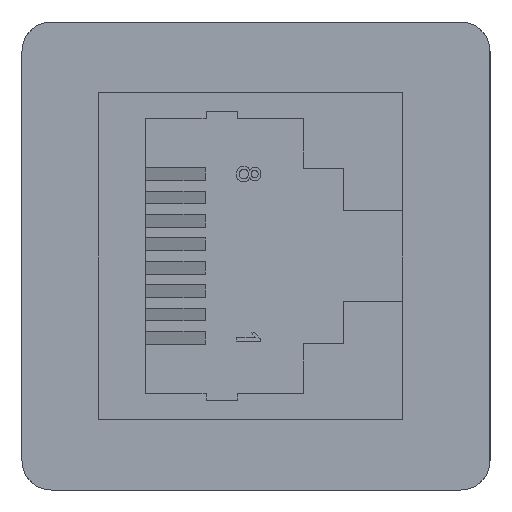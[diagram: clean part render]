
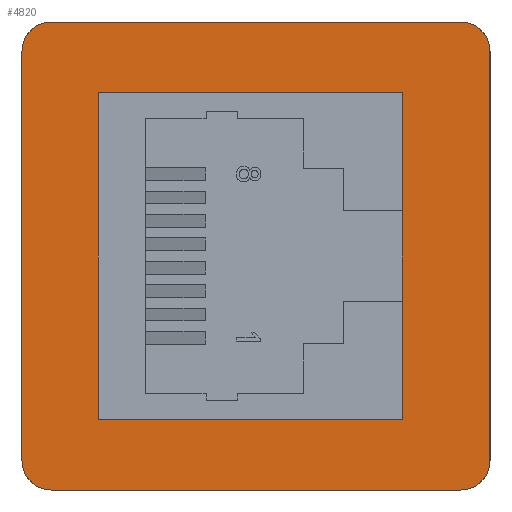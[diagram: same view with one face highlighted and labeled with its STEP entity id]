
A CAD part, left-side view. The second image highlights one B-rep face of the part: STEP entity #4820.
In plain terms, the highlighted planar face has unit normal (-1, 0, 0).
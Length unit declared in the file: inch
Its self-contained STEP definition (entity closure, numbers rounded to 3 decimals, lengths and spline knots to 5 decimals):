
#15 = CARTESIAN_POINT ( 'NONE',  ( -0.75, -0.4, -0.4 ) ) ;
#69 = EDGE_CURVE ( 'NONE', #9896, #2673, #10434, .T. ) ;
#185 = DIRECTION ( 'NONE',  ( 0., -1., 0. ) ) ;
#292 = AXIS2_PLACEMENT_3D ( 'NONE', #5660, #2351, #9956 ) ;
#322 = LINE ( 'NONE', #13191, #4085 ) ;
#706 = VECTOR ( 'NONE', #2936, 39.37008 ) ;
#860 = FACE_BOUND ( 'NONE', #10654, .T. ) ;
#932 = LINE ( 'NONE', #12666, #6650 ) ;
#1969 = DIRECTION ( 'NONE',  ( 0., 0., 1. ) ) ;
#2000 = DIRECTION ( 'NONE',  ( 0., 0., -1. ) ) ;
#2089 = VERTEX_POINT ( 'NONE', #11232 ) ;
#2147 = VECTOR ( 'NONE', #1969, 39.37008 ) ;
#2234 = DIRECTION ( 'NONE',  ( -1., 0., 0. ) ) ;
#2332 = DIRECTION ( 'NONE',  ( 0., 0., 1. ) ) ;
#2351 = DIRECTION ( 'NONE',  ( -1., 0., 0. ) ) ;
#2399 = CARTESIAN_POINT ( 'NONE',  ( -0.75, -0.25, 0.279 ) ) ;
#2553 = VERTEX_POINT ( 'NONE', #3195 ) ;
#2582 = EDGE_CURVE ( 'NONE', #13950, #7360, #932, .T. ) ;
#2673 = VERTEX_POINT ( 'NONE', #3271 ) ;
#2681 = EDGE_CURVE ( 'NONE', #6974, #2673, #5115, .T. ) ;
#2771 = CARTESIAN_POINT ( 'NONE',  ( -0.75, -0.4, -0.35 ) ) ;
#2782 = CIRCLE ( 'NONE', #292, 0.05 ) ;
#2866 = ORIENTED_EDGE ( 'NONE', *, *, #2681, .F. ) ;
#2936 = DIRECTION ( 'NONE',  ( 0., -1., 0. ) ) ;
#3195 = CARTESIAN_POINT ( 'NONE',  ( -0.75, -0.25, -0.279 ) ) ;
#3271 = CARTESIAN_POINT ( 'NONE',  ( -0.75, 0.35, -0.4 ) ) ;
#3307 = EDGE_CURVE ( 'NONE', #8786, #11866, #12791, .T. ) ;
#3435 = LINE ( 'NONE', #11989, #3470 ) ;
#3470 = VECTOR ( 'NONE', #12204, 39.37008 ) ;
#3841 = ORIENTED_EDGE ( 'NONE', *, *, #5767, .T. ) ;
#3857 = ORIENTED_EDGE ( 'NONE', *, *, #3307, .T. ) ;
#3930 = ORIENTED_EDGE ( 'NONE', *, *, #69, .T. ) ;
#4085 = VECTOR ( 'NONE', #185, 39.37008 ) ;
#4094 = PLANE ( 'NONE',  #13140 ) ;
#4267 = VERTEX_POINT ( 'NONE', #8036 ) ;
#4323 = DIRECTION ( 'NONE',  ( 0., 1., 0. ) ) ;
#4585 = DIRECTION ( 'NONE',  ( 0., 0., -1. ) ) ;
#4629 = EDGE_LOOP ( 'NONE', ( #2866, #6882, #8330, #12026, #12302, #3841, #10043, #3930 ) ) ;
#4788 = AXIS2_PLACEMENT_3D ( 'NONE', #9425, #9175, #11429 ) ;
#4820 = ADVANCED_FACE ( 'NONE', ( #860, #9745 ), #4094, .T. ) ;
#4951 = CARTESIAN_POINT ( 'NONE',  ( -0.75, -0.4, 0.35 ) ) ;
#5050 = AXIS2_PLACEMENT_3D ( 'NONE', #13136, #6707, #2332 ) ;
#5115 = LINE ( 'NONE', #15, #9345 ) ;
#5166 = EDGE_CURVE ( 'NONE', #4267, #2553, #7769, .T. ) ;
#5660 = CARTESIAN_POINT ( 'NONE',  ( -0.75, 0.35, 0.35 ) ) ;
#5767 = EDGE_CURVE ( 'NONE', #8058, #2089, #2782, .T. ) ;
#5790 = CARTESIAN_POINT ( 'NONE',  ( -0.75, 0.27, -0.279 ) ) ;
#6043 = EDGE_CURVE ( 'NONE', #13950, #9046, #12049, .T. ) ;
#6237 = ORIENTED_EDGE ( 'NONE', *, *, #5166, .T. ) ;
#6273 = LINE ( 'NONE', #10502, #706 ) ;
#6348 = CARTESIAN_POINT ( 'NONE',  ( -0.75, 0.27, 0.279 ) ) ;
#6544 = DIRECTION ( 'NONE',  ( 0., 0., 1. ) ) ;
#6650 = VECTOR ( 'NONE', #2000, 39.37008 ) ;
#6707 = DIRECTION ( 'NONE',  ( -1., 0., 0. ) ) ;
#6882 = ORIENTED_EDGE ( 'NONE', *, *, #12664, .T. ) ;
#6959 = AXIS2_PLACEMENT_3D ( 'NONE', #7602, #2234, #6544 ) ;
#6974 = VERTEX_POINT ( 'NONE', #9491 ) ;
#7108 = EDGE_CURVE ( 'NONE', #2553, #8786, #8033, .T. ) ;
#7172 = CARTESIAN_POINT ( 'NONE',  ( -0.75, 0.27, -0.279 ) ) ;
#7360 = VERTEX_POINT ( 'NONE', #2771 ) ;
#7602 = CARTESIAN_POINT ( 'NONE',  ( -0.75, -0.35, -0.35 ) ) ;
#7675 = EDGE_CURVE ( 'NONE', #11866, #4267, #6273, .T. ) ;
#7769 = LINE ( 'NONE', #2399, #11566 ) ;
#7818 = ORIENTED_EDGE ( 'NONE', *, *, #7108, .T. ) ;
#7949 = EDGE_CURVE ( 'NONE', #8058, #9046, #322, .T. ) ;
#8033 = LINE ( 'NONE', #7172, #10849 ) ;
#8036 = CARTESIAN_POINT ( 'NONE',  ( -0.75, -0.25, 0.279 ) ) ;
#8058 = VERTEX_POINT ( 'NONE', #10409 ) ;
#8330 = ORIENTED_EDGE ( 'NONE', *, *, #2582, .F. ) ;
#8427 = DIRECTION ( 'NONE',  ( 0., 0., 1. ) ) ;
#8753 = CIRCLE ( 'NONE', #6959, 0.05 ) ;
#8786 = VERTEX_POINT ( 'NONE', #5790 ) ;
#8853 = CARTESIAN_POINT ( 'NONE',  ( -0.75, -0.35, 0.4 ) ) ;
#9046 = VERTEX_POINT ( 'NONE', #8853 ) ;
#9175 = DIRECTION ( 'NONE',  ( -1., 0., 0. ) ) ;
#9345 = VECTOR ( 'NONE', #4323, 39.37008 ) ;
#9425 = CARTESIAN_POINT ( 'NONE',  ( -0.75, 0.35, -0.35 ) ) ;
#9461 = CARTESIAN_POINT ( 'NONE',  ( -0.75, 0., 0. ) ) ;
#9491 = CARTESIAN_POINT ( 'NONE',  ( -0.75, -0.35, -0.4 ) ) ;
#9745 = FACE_OUTER_BOUND ( 'NONE', #4629, .T. ) ;
#9896 = VERTEX_POINT ( 'NONE', #11450 ) ;
#9956 = DIRECTION ( 'NONE',  ( 0., 0., 1. ) ) ;
#10043 = ORIENTED_EDGE ( 'NONE', *, *, #11216, .F. ) ;
#10409 = CARTESIAN_POINT ( 'NONE',  ( -0.75, 0.35, 0.4 ) ) ;
#10434 = CIRCLE ( 'NONE', #4788, 0.05 ) ;
#10502 = CARTESIAN_POINT ( 'NONE',  ( -0.75, 0.27, 0.279 ) ) ;
#10654 = EDGE_LOOP ( 'NONE', ( #7818, #3857, #13548, #6237 ) ) ;
#10849 = VECTOR ( 'NONE', #13683, 39.37008 ) ;
#11216 = EDGE_CURVE ( 'NONE', #9896, #2089, #3435, .T. ) ;
#11232 = CARTESIAN_POINT ( 'NONE',  ( -0.75, 0.4, 0.35 ) ) ;
#11429 = DIRECTION ( 'NONE',  ( 0., 0., 1. ) ) ;
#11450 = CARTESIAN_POINT ( 'NONE',  ( -0.75, 0.4, -0.35 ) ) ;
#11566 = VECTOR ( 'NONE', #4585, 39.37008 ) ;
#11639 = CARTESIAN_POINT ( 'NONE',  ( -0.75, 0.27, 0.279 ) ) ;
#11866 = VERTEX_POINT ( 'NONE', #6348 ) ;
#11989 = CARTESIAN_POINT ( 'NONE',  ( -0.75, 0.4, 0.4 ) ) ;
#12026 = ORIENTED_EDGE ( 'NONE', *, *, #6043, .T. ) ;
#12049 = CIRCLE ( 'NONE', #5050, 0.05 ) ;
#12204 = DIRECTION ( 'NONE',  ( 0., 0., 1. ) ) ;
#12302 = ORIENTED_EDGE ( 'NONE', *, *, #7949, .F. ) ;
#12664 = EDGE_CURVE ( 'NONE', #6974, #7360, #8753, .T. ) ;
#12666 = CARTESIAN_POINT ( 'NONE',  ( -0.75, -0.4, 0.4 ) ) ;
#12791 = LINE ( 'NONE', #11639, #2147 ) ;
#13014 = DIRECTION ( 'NONE',  ( -1., 0., 0. ) ) ;
#13136 = CARTESIAN_POINT ( 'NONE',  ( -0.75, -0.35, 0.35 ) ) ;
#13140 = AXIS2_PLACEMENT_3D ( 'NONE', #9461, #13014, #8427 ) ;
#13191 = CARTESIAN_POINT ( 'NONE',  ( -0.75, -0.4, 0.4 ) ) ;
#13548 = ORIENTED_EDGE ( 'NONE', *, *, #7675, .T. ) ;
#13683 = DIRECTION ( 'NONE',  ( 0., 1., 0. ) ) ;
#13950 = VERTEX_POINT ( 'NONE', #4951 ) ;
